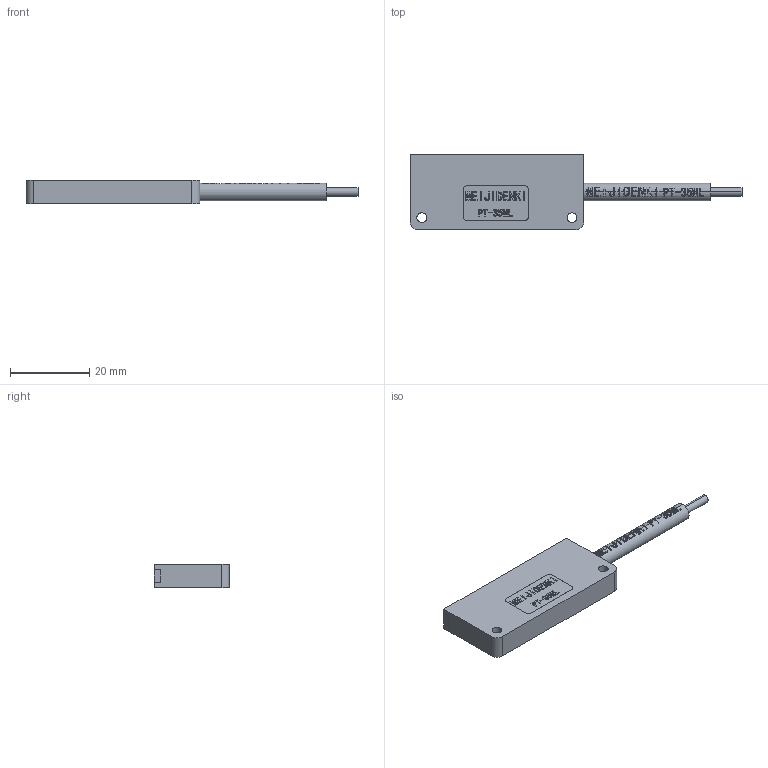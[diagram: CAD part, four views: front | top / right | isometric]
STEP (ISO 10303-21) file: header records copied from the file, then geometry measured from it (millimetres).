
FILE_DESCRIPTION (( 'STEP AP214' ), '1' );
FILE_NAME ('PT-35ML.STEP', '2015-09-24T08:50:27', ( '' ), ( '' ), 'SwSTEP 2.0', 'SolidWorks 2013', '' );
FILE_SCHEMA (( 'AUTOMOTIVE_DESIGN' ));
Length unit declared in the file: millimetre
Products named in the file (1): PT-35ML
Bounding box: 84.01 x 19 x 6 mm (x, y, z)
Volume: 5252.6 mm3; surface area: 3614.4 mm2
Topology: 1 solids, 1 shells, 542 faces, 1392 edges, 928 vertices
Faces by surface type: plane 370, cylinder 132, bspline 40
Entity records: 25892 total; most frequent: CARTESIAN_POINT 6922, ORIENTED_EDGE 2784, DIRECTION 2602, EDGE_CURVE 1392, LINE 946, VECTOR 946, VERTEX_POINT 928, AXIS2_PLACEMENT_3D 828
